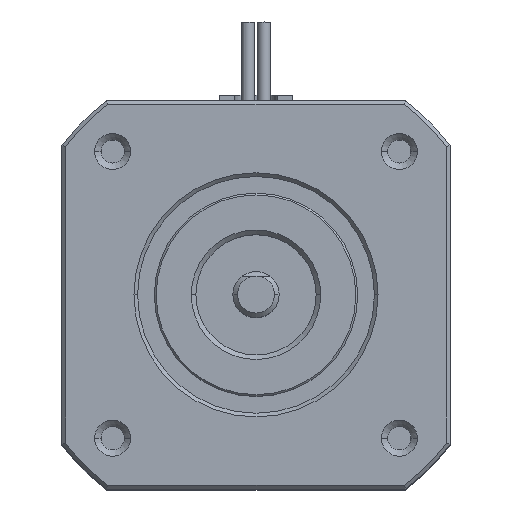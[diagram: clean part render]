
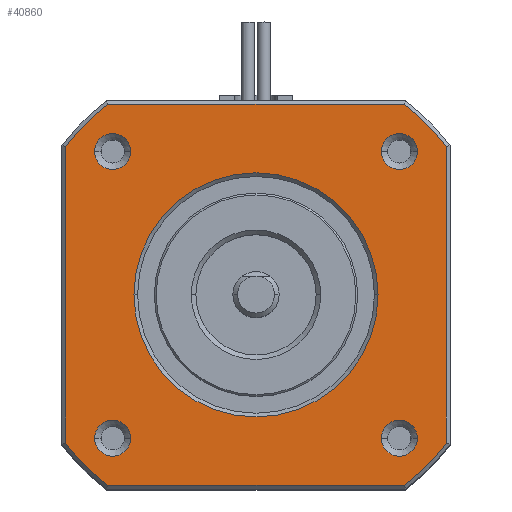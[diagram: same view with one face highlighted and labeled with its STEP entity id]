
A CAD part, top view. The second image highlights one B-rep face of the part: STEP entity #40860.
In plain terms, the highlighted planar face has unit normal (0, 0, 1).
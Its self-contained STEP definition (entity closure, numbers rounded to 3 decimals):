
#830=CARTESIAN_POINT('',(20.6,16.027,0.));
#840=VERTEX_POINT('',#830);
#870=CARTESIAN_POINT('',(0.,0.,0.)
);
#880=DIRECTION('',(-0.,-0.,1.));
#890=DIRECTION('',(-1.,0.,-0.));
#900=AXIS2_PLACEMENT_3D('',#870,#880,#890);
#910=CIRCLE('',#900,26.1);
#920=CARTESIAN_POINT('',(16.027,20.6,0.));
#930=VERTEX_POINT('',#920);
#940=EDGE_CURVE('',#840,#930,#910,.T.);
#3980=CARTESIAN_POINT('',(0.,20.6,0.));
#3990=DIRECTION('',(1.,0.,-0.));
#4000=VECTOR('',#3990,1.);
#4010=LINE('',#3980,#4000);
#4020=CARTESIAN_POINT('',(-16.027,20.6,
0.));
#4030=VERTEX_POINT('',#4020);
#4040=EDGE_CURVE('',#4030,#930,#4010,.T.);
#8780=CARTESIAN_POINT('',(13.55,-15.5,0.));
#8790=VERTEX_POINT('',#8780);
#8820=CARTESIAN_POINT('',(15.5,-15.5,0.));
#8830=DIRECTION('',(-0.,-0.,-1.));
#8840=DIRECTION('',(1.,0.,0.));
#8850=AXIS2_PLACEMENT_3D('',#8820,#8830,#8840);
#8860=CIRCLE('',#8850,1.95);
#8870=CARTESIAN_POINT('',(17.45,-15.5,0.));
#8880=VERTEX_POINT('',#8870);
#8890=EDGE_CURVE('',#8790,#8880,#8860,.T.);
#9790=CARTESIAN_POINT('',(-13.55,-15.5,0.));
#9800=VERTEX_POINT('',#9790);
#9960=CARTESIAN_POINT('',(-17.45,-15.5,0.));
#9970=VERTEX_POINT('',#9960);
#10000=CARTESIAN_POINT('',(-15.5,-15.5,0.));
#10010=DIRECTION('',(-0.,-0.,-1.));
#10020=DIRECTION('',(1.,0.,0.));
#10030=AXIS2_PLACEMENT_3D('',#10000,#10010,#10020);
#10040=CIRCLE('',#10030,1.95);
#10050=EDGE_CURVE('',#9970,#9800,#10040,.T.);
#17200=CARTESIAN_POINT('',(-13.55,15.5,0.));
#17210=VERTEX_POINT('',#17200);
#17240=CARTESIAN_POINT('',(-15.5,15.5,0.));
#17250=DIRECTION('',(-0.,-0.,-1.));
#17260=DIRECTION('',(1.,0.,0.));
#17270=AXIS2_PLACEMENT_3D('',#17240,#17250,#17260);
#17280=CIRCLE('',#17270,1.95);
#17290=CARTESIAN_POINT('',(-17.45,15.5,0.));
#17300=VERTEX_POINT('',#17290);
#17310=EDGE_CURVE('',#17210,#17300,#17280,.T.);
#22210=CARTESIAN_POINT('',(13.2,0.,
0.));
#22220=VERTEX_POINT('',#22210);
#22250=CARTESIAN_POINT('',(0.,0.,
0.));
#22260=DIRECTION('',(-0.,-0.,-1.));
#22270=DIRECTION('',(1.,0.,0.));
#22280=AXIS2_PLACEMENT_3D('',#22250,#22260,#22270);
#22290=CIRCLE('',#22280,13.2);
#22300=CARTESIAN_POINT('',(-13.2,0.,
0.));
#22310=VERTEX_POINT('',#22300);
#22320=EDGE_CURVE('',#22220,#22310,#22290,.T.);
#39850=CARTESIAN_POINT('',(-20.6,-20.6,0.));
#39860=DIRECTION('',(0.,0.,1.));
#39870=DIRECTION('',(1.,0.,-0.));
#39880=AXIS2_PLACEMENT_3D('',#39850,#39860,#39870);
#39890=PLANE('',#39880);
#39900=CARTESIAN_POINT('',(0.,0.,0.)
);
#39910=DIRECTION('',(-0.,-0.,1.));
#39920=DIRECTION('',(-1.,0.,-0.));
#39930=AXIS2_PLACEMENT_3D('',#39900,#39910,#39920);
#39940=CIRCLE('',#39930,26.1);
#39950=CARTESIAN_POINT('',(-20.6,-16.027,
0.));
#39960=VERTEX_POINT('',#39950);
#39970=CARTESIAN_POINT('',(-16.027,-20.6,0.));
#39980=VERTEX_POINT('',#39970);
#39990=EDGE_CURVE('',#39960,#39980,#39940,.T.);
#40000=ORIENTED_EDGE('',*,*,#39990,.T.);
#40010=CARTESIAN_POINT('',(-20.6,0.,0.));
#40020=DIRECTION('',(0.,1.,-0.));
#40030=VECTOR('',#40020,1.);
#40040=LINE('',#40010,#40030);
#40050=CARTESIAN_POINT('',(-20.6,16.027,0.));
#40060=VERTEX_POINT('',#40050);
#40070=EDGE_CURVE('',#39960,#40060,#40040,.T.);
#40080=ORIENTED_EDGE('',*,*,#40070,.F.);
#40090=CARTESIAN_POINT('',(0.,0.,0.)
);
#40100=DIRECTION('',(-0.,-0.,1.));
#40110=DIRECTION('',(-1.,0.,-0.));
#40120=AXIS2_PLACEMENT_3D('',#40090,#40100,#40110);
#40130=CIRCLE('',#40120,26.1);
#40140=EDGE_CURVE('',#4030,#40060,#40130,.T.);
#40150=ORIENTED_EDGE('',*,*,#40140,.T.);
#40160=ORIENTED_EDGE('',*,*,#4040,.F.);
#40170=ORIENTED_EDGE('',*,*,#940,.T.);
#40180=CARTESIAN_POINT('',(20.6,0.,-0.));
#40190=DIRECTION('',(0.,-1.,0.));
#40200=VECTOR('',#40190,1.);
#40210=LINE('',#40180,#40200);
#40220=CARTESIAN_POINT('',(20.6,-16.027,0.));
#40230=VERTEX_POINT('',#40220);
#40240=EDGE_CURVE('',#840,#40230,#40210,.T.);
#40250=ORIENTED_EDGE('',*,*,#40240,.F.);
#40260=CARTESIAN_POINT('',(0.,0.,0.
));
#40270=DIRECTION('',(-0.,-0.,1.));
#40280=DIRECTION('',(-1.,0.,-0.));
#40290=AXIS2_PLACEMENT_3D('',#40260,#40270,#40280);
#40300=CIRCLE('',#40290,26.1);
#40310=CARTESIAN_POINT('',(16.027,-20.6,0.));
#40320=VERTEX_POINT('',#40310);
#40330=EDGE_CURVE('',#40320,#40230,#40300,.T.);
#40340=ORIENTED_EDGE('',*,*,#40330,.T.);
#40350=CARTESIAN_POINT('',(0.,-20.6,0.));
#40360=DIRECTION('',(-1.,0.,0.));
#40370=VECTOR('',#40360,1.);
#40380=LINE('',#40350,#40370);
#40390=EDGE_CURVE('',#40320,#39980,#40380,.T.);
#40400=ORIENTED_EDGE('',*,*,#40390,.F.);
#40410=EDGE_LOOP('',(#40400,#40340,#40250,#40170,#40160,#40150,#40080,
#40000));
#40420=FACE_OUTER_BOUND('',#40410,.T.);
#40430=CARTESIAN_POINT('',(15.5,15.5,0.));
#40440=DIRECTION('',(-0.,-0.,-1.));
#40450=DIRECTION('',(1.,0.,0.));
#40460=AXIS2_PLACEMENT_3D('',#40430,#40440,#40450);
#40470=CIRCLE('',#40460,1.95);
#40480=CARTESIAN_POINT('',(13.55,15.5,0.));
#40490=VERTEX_POINT('',#40480);
#40500=CARTESIAN_POINT('',(17.45,15.5,0.));
#40510=VERTEX_POINT('',#40500);
#40520=EDGE_CURVE('',#40490,#40510,#40470,.T.);
#40530=ORIENTED_EDGE('',*,*,#40520,.T.);
#40540=EDGE_CURVE('',#40510,#40490,#40470,.T.);
#40550=ORIENTED_EDGE('',*,*,#40540,.T.);
#40560=EDGE_LOOP('',(#40550,#40530));
#40570=FACE_BOUND('',#40560,.T.);
#40580=ORIENTED_EDGE('',*,*,#17310,.T.);
#40590=CARTESIAN_POINT('',(-15.5,17.45,0.));
#40600=VERTEX_POINT('',#40590);
#40610=EDGE_CURVE('',#40600,#17210,#17280,.T.);
#40620=ORIENTED_EDGE('',*,*,#40610,.T.);
#40630=EDGE_CURVE('',#17300,#40600,#17280,.T.);
#40640=ORIENTED_EDGE('',*,*,#40630,.T.);
#40650=EDGE_LOOP('',(#40640,#40620,#40580));
#40660=FACE_BOUND('',#40650,.T.);
#40670=EDGE_CURVE('',#9800,#9970,#10040,.T.);
#40680=ORIENTED_EDGE('',*,*,#40670,.T.);
#40690=ORIENTED_EDGE('',*,*,#10050,.T.);
#40700=EDGE_LOOP('',(#40690,#40680));
#40710=FACE_BOUND('',#40700,.T.);
#40720=ORIENTED_EDGE('',*,*,#8890,.T.);
#40730=CARTESIAN_POINT('',(15.5,-17.45,0.));
#40740=VERTEX_POINT('',#40730);
#40750=EDGE_CURVE('',#40740,#8790,#8860,.T.);
#40760=ORIENTED_EDGE('',*,*,#40750,.T.);
#40770=EDGE_CURVE('',#8880,#40740,#8860,.T.);
#40780=ORIENTED_EDGE('',*,*,#40770,.T.);
#40790=EDGE_LOOP('',(#40780,#40760,#40720));
#40800=FACE_BOUND('',#40790,.T.);
#40810=EDGE_CURVE('',#22310,#22220,#22290,.T.);
#40820=ORIENTED_EDGE('',*,*,#40810,.T.);
#40830=ORIENTED_EDGE('',*,*,#22320,.T.);
#40840=EDGE_LOOP('',(#40830,#40820));
#40850=FACE_BOUND('',#40840,.T.);
#40860=ADVANCED_FACE('',(#40420,#40570,#40660,#40710,#40800,#40850),
#39890,.T.);
